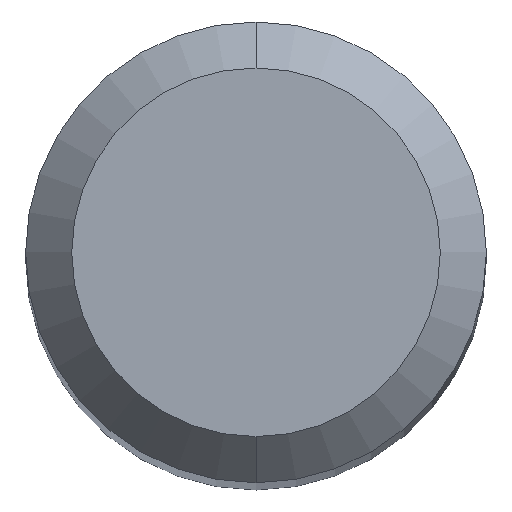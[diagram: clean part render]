
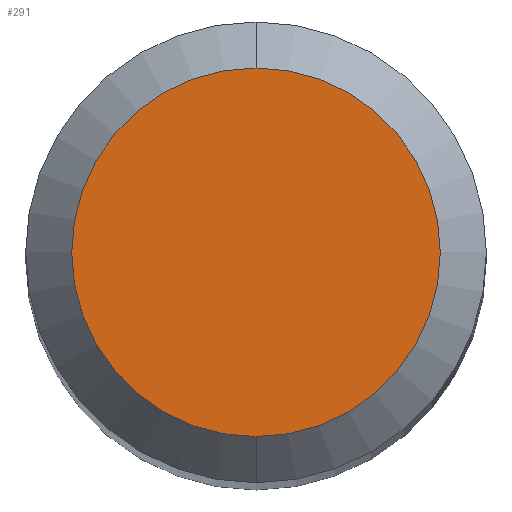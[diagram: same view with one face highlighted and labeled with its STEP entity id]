
A CAD part, top view. The second image highlights one B-rep face of the part: STEP entity #291.
In plain terms, the highlighted planar face has unit normal (0, 0, 1).
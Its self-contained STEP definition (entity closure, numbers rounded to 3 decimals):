
#243=EDGE_CURVE('',#303,#349,#558,.T.);
#291=ADVANCED_FACE('',(#611),#612,.T.);
#303=VERTEX_POINT('',#624);
#349=VERTEX_POINT('',#675);
#405=EDGE_CURVE('',#349,#303,#739,.T.);
#558=CIRCLE('',#936,1.2);
#611=FACE_OUTER_BOUND('',#1023,.T.);
#612=PLANE('',#1024);
#624=CARTESIAN_POINT('',(0.,-1.2,0.0));
#675=CARTESIAN_POINT('',(0.0,1.2,0.0));
#739=CIRCLE('',#1276,1.2);
#936=AXIS2_PLACEMENT_3D('',#1534,#1535,#1536);
#1023=EDGE_LOOP('',(#1592,#1593));
#1024=AXIS2_PLACEMENT_3D('',#1594,#1595,#1596);
#1276=AXIS2_PLACEMENT_3D('',#1759,#1760,#1761);
#1534=CARTESIAN_POINT('',(0.0,0.0,0.0));
#1535=DIRECTION('',(0.0,0.0,-1.0));
#1536=DIRECTION('',(0.0,1.0,0.0));
#1592=ORIENTED_EDGE('',*,*,#405,.F.);
#1593=ORIENTED_EDGE('',*,*,#243,.F.);
#1594=CARTESIAN_POINT('',(0.0,0.6,0.0));
#1595=DIRECTION('',(-0.0,0.0,1.0));
#1596=DIRECTION('',(0.0,-1.0,0.0));
#1759=CARTESIAN_POINT('',(0.0,0.0,0.0));
#1760=DIRECTION('',(0.0,0.0,-1.0));
#1761=DIRECTION('',(0.0,1.0,0.0));
